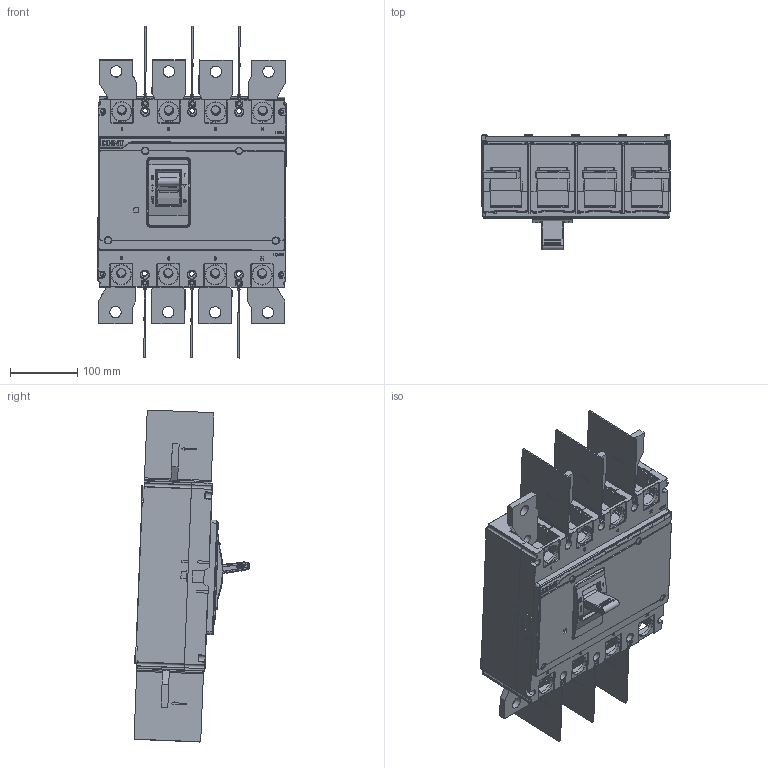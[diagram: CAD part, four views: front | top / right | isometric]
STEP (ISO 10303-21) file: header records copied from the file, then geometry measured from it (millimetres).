
FILE_DESCRIPTION(/* description */ (''),/* implementation_level */ '2;1');
FILE_NAME(/* name */ 'NXM-1000 4P.stp',/* time_stamp */ '2017-04-07T19:40:41+08:00',/* author */ (''),/* organization */ (''),/* preprocessor_version */ 'ST-DEVELOPER v11',/* originating_system */ 'SIEMENS PLM Software NX 7.5',/* authorisation */ '');
FILE_SCHEMA (('CONFIG_CONTROL_DESIGN'));
Products named in the file (1): NXM-1000 4P
Bounding box: 280.66 x 172.8 x 494.8 mm (x, y, z)
Volume: 7805745.3 mm3; surface area: 1065524.5 mm2
Topology: 24 solids, 282 shells, 5309 faces, 13285 edges, 8678 vertices
Faces by surface type: plane 3675, cylinder 953, extrusion 289, torus 142, cone 108, bspline 101, sphere 41
Full cylindrical faces by diameter (mm): 3.2 x1, 5.5 x4, 6 x4, 9.5 x9, 13 x6, 14 x8, 17 x8, 29 x8
Entity records: 165765 total; most frequent: CARTESIAN_POINT 39764, ORIENTED_EDGE 26370, DIRECTION 24457, EDGE_CURVE 13185, VECTOR 10027, LINE 9738, VERTEX_POINT 8648, AXIS2_PLACEMENT_3D 7215
